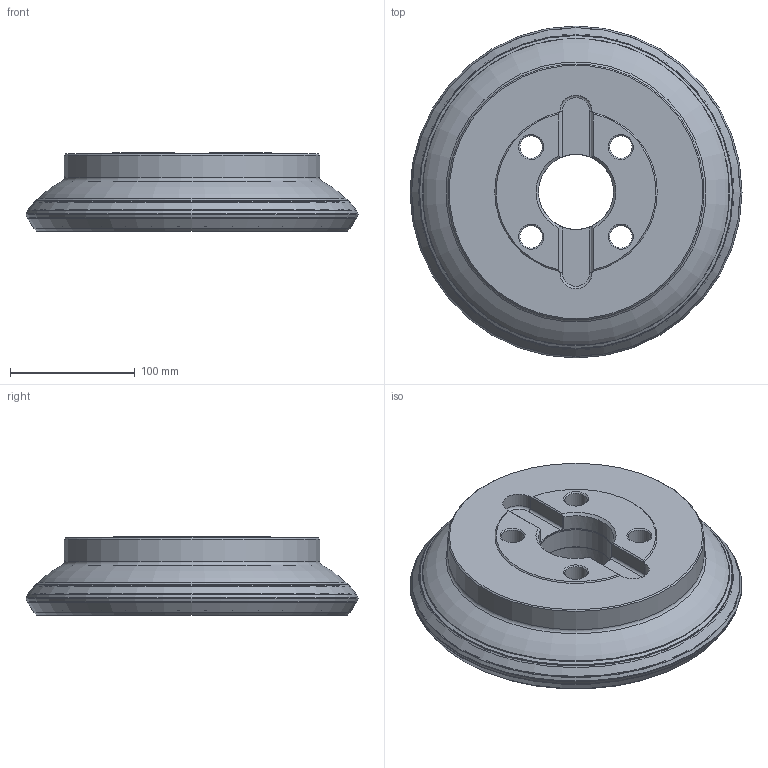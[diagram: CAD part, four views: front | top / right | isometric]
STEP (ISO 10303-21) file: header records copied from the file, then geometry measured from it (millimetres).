
FILE_DESCRIPTION(/* description */ (''),/* implementation_level */ '2;1');
FILE_NAME(/* name */ '250C12R_S57PN13_115009408ndi000_00_SIM.stp',/* time_stamp */ '2019-12-10T08:09:52+01:00',/* author */ (''),/* organization */ (''),/* preprocessor_version */ 'ST-DEVELOPER v16.7',/* originating_system */ 'SIEMENS PLM Software NX 12.0',/* authorisation */ '');
FILE_SCHEMA (('AUTOMOTIVE_DESIGN { 1 0 10303 214 3 1 1 1 }'));
Length unit declared in the file: millimetre
Products named in the file (1): pp072E2884F6a7tb
Bounding box: 265.78 x 265.78 x 63 mm (x, y, z)
Volume: 2348211 mm3; surface area: 213369.9 mm2
Topology: 2 solids, 2 shells, 142 faces, 321 edges, 184 vertices
Faces by surface type: revolution 68, cylinder 23, plane 21, cone 20, torus 10
Full cylindrical faces by diameter (mm): 18 x4, 26 x4, 60.025 x1, 60.2 x1, 62 x1, 205 x1, 261.339 x1
Entity records: 3827 total; most frequent: CARTESIAN_POINT 1075, DIRECTION 538, ORIENTED_EDGE 408, EDGE_LOOP 256, FACE_BOUND 226, AXIS2_PLACEMENT_3D 219, EDGE_CURVE 204, VERTEX_POINT 168
